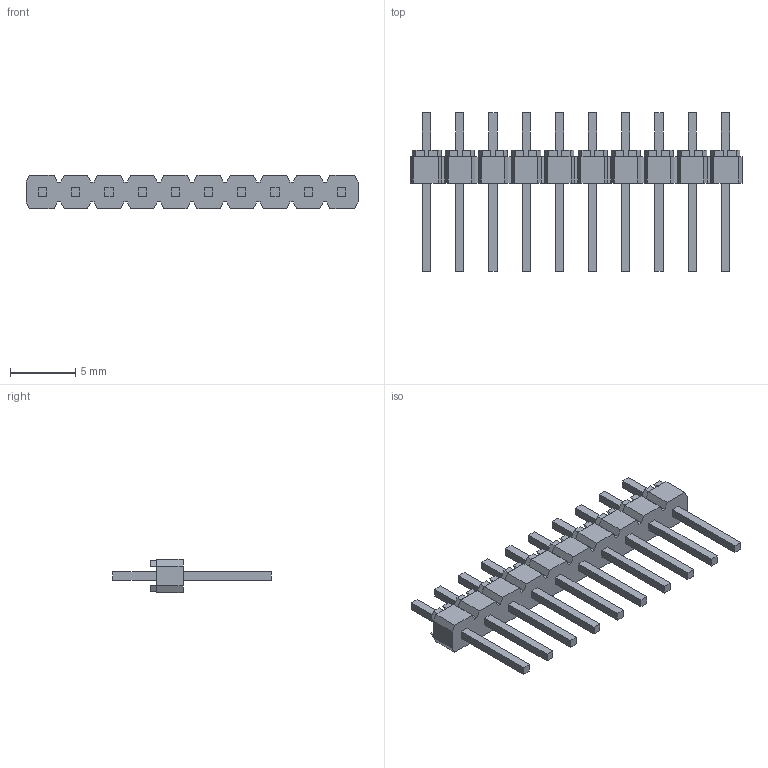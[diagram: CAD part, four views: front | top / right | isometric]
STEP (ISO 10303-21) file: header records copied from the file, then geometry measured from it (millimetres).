
FILE_DESCRIPTION(('STEP AP214'),'1');
FILE_NAME(' ',' ',('TraceParts'),('TraceParts S.A.'),'XStep 1.0',' ',' ');
FILE_SCHEMA(('automotive_design'));
Length unit declared in the file: millimetre
Products named in the file (21): 901200130
Bounding box: 25.4 x 12.15 x 2.54 mm (x, y, z)
Volume: 168 mm3; surface area: 556.8 mm2
Topology: 1 solids, 1 shells, 382 faces, 980 edges, 680 vertices
Faces by surface type: plane 382
Entity records: 11719 total; most frequent: CARTESIAN_POINT 2063, ORIENTED_EDGE 1920, DIRECTION 1806, EDGE_CURVE 960, LINE 960, VECTOR 960, VERTEX_POINT 640, EDGE_LOOP 442
